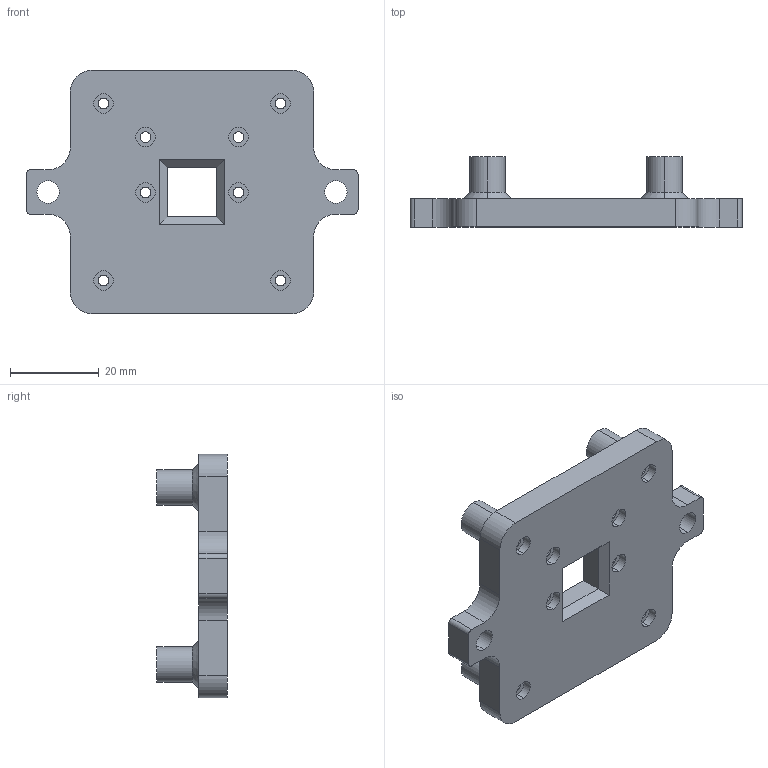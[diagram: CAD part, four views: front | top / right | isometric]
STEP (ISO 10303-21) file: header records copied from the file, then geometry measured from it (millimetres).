
FILE_DESCRIPTION (( 'STEP AP214' ), '1' );
FILE_NAME ('WW0028_V4.5.STEP', '2024-12-16T00:01:29', ( '' ), ( '' ), 'SwSTEP 2.0', 'SolidWorks 2024', '' );
FILE_SCHEMA (( 'AUTOMOTIVE_DESIGN' ));
Length unit declared in the file: millimetre
Products named in the file (1): WW0028_V4.5
Bounding box: 75 x 15.85 x 55 mm (x, y, z)
Volume: 20359.2 mm3; surface area: 9826.6 mm2
Topology: 1 solids, 1 shells, 152 faces, 367 edges, 240 vertices
Faces by surface type: cylinder 72, plane 72, cone 8
Entity records: 4538 total; most frequent: DIRECTION 825, CARTESIAN_POINT 760, ORIENTED_EDGE 734, EDGE_CURVE 367, AXIS2_PLACEMENT_3D 305, VERTEX_POINT 240, VECTOR 215, LINE 215
